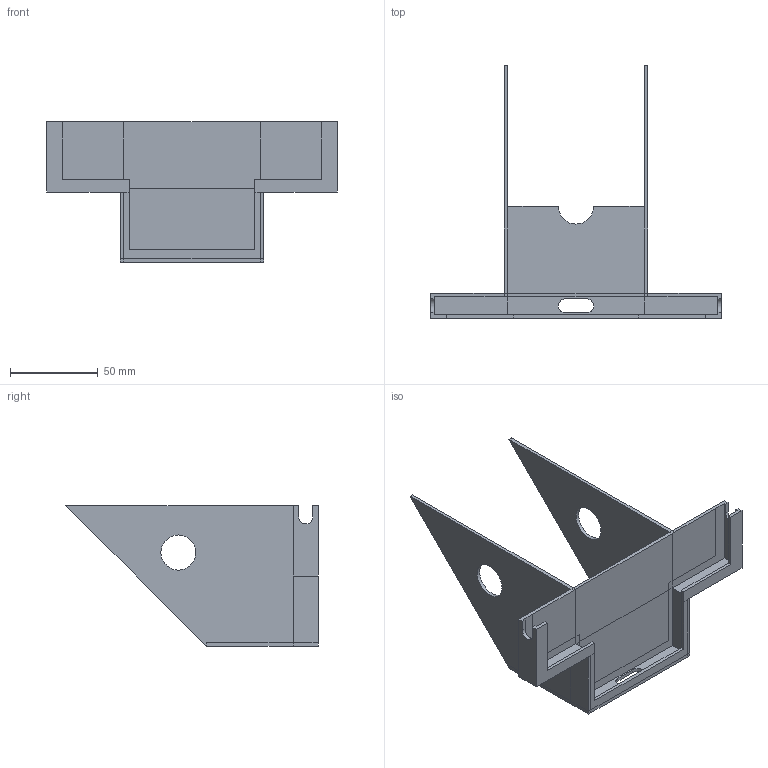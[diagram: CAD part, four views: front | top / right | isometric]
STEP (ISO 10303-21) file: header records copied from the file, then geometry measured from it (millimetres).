
FILE_DESCRIPTION(('FreeCAD Model'),'2;1');
FILE_NAME('pinephone dev stand v3.0.step','2020-12-08T19:15:56',('Author'),( ''),'Open CASCADE STEP processor 7.3','FreeCAD','Unknown');
FILE_SCHEMA(('AUTOMOTIVE_DESIGN { 1 0 10303 214 1 1 1 1 }'));
Length unit declared in the file: millimetre
Products named in the file (1): Phone_Stand
Bounding box: 165.5 x 143.64 x 80 mm (x, y, z)
Volume: 64756.6 mm3; surface area: 66859.6 mm2
Topology: 1 solids, 1 shells, 87 faces, 221 edges, 136 vertices
Faces by surface type: plane 80, cylinder 7
Full cylindrical faces by diameter (mm): 20 x2
Entity records: 5468 total; most frequent: CARTESIAN_POINT 935, DIRECTION 845, LINE 635, VECTOR 635, ORIENTED_EDGE 442, PCURVE 442, DEFINITIONAL_REPRESENTATION 442, EDGE_CURVE 221
